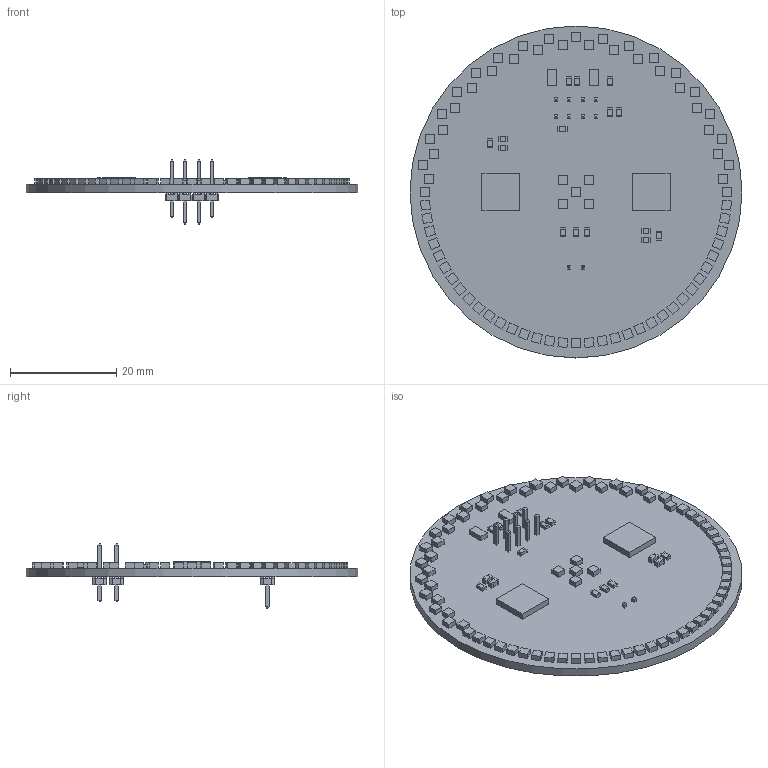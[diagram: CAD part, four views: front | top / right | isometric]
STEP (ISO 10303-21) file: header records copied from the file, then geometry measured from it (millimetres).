
FILE_DESCRIPTION(('Open CASCADE Model'),'2;1');
FILE_NAME('Open CASCADE Shape Model','2015-12-10T14:15:42',('Author'),( 'Open CASCADE'),'Open CASCADE STEP processor 6.5','Open CASCADE 6.5' ,'Unknown');
FILE_SCHEMA(('AUTOMOTIVE_DESIGN { 1 0 10303 214 1 1 1 1 }'));
Length unit declared in the file: millimetre
Products named in the file (159): PCB; Board; C1; 652682720; Extruded; 652682592; C2; C3; C4; LED1; 669425984; LED2; LED3; LED4; LED5; LED6; LED7; LED8; LED9; LED10; LED11; LED12; LED13; 669426112; LED14; 652700256; LED15; 652681824; LED16; 669425600; LED17; 669425728; LED18; LED19; LED20; LED21; LED22; LED23; LED24; LED25 ...
Assembly tree (257 placements, depth 4):
  PCB
    Board
    C1
      652682720
        Extruded
      652682592  x2
        Extruded
    C2
      652682720
        Extruded
      652682592  x2
        Extruded
    C3
      652682720
        Extruded
      652682592  x2
        Extruded
    C4
      652682720
        Extruded
      652682592  x2
        Extruded
    LED1
      669425984
        Extruded
    LED2
      669425984
        Extruded
    LED3
      669425984
        Extruded
    LED4
      669425984
        Extruded
    LED5
      669425984
        Extruded
    LED6
      669425984
        Extruded
    LED7
      669425984
        Extruded
    LED8
      669425984
        Extruded
    LED9
      669425984
        Extruded
    LED10
      669425984
        Extruded
    LED11
      669425984
        Extruded
    LED12
      669425984
        Extruded
    LED13
      669426112
Bounding box: 62.5 x 62.5 x 12.12 mm (x, y, z)
Volume: 5526.2 mm3; surface area: 8334.5 mm2
Topology: 130 solids, 130 shells, 1171 faces, 2553 edges, 1662 vertices
Faces by surface type: plane 1170, cylinder 1
Full cylindrical faces by diameter (mm): 62.5 x1
Entity records: 27889 total; most frequent: DIRECTION 4243, CARTESIAN_POINT 4196, LINE 2885, VECTOR 2885, ORIENTED_EDGE 1926, PCURVE 1926, DEFINITIONAL_REPRESENTATION 1926, EDGE_CURVE 963
